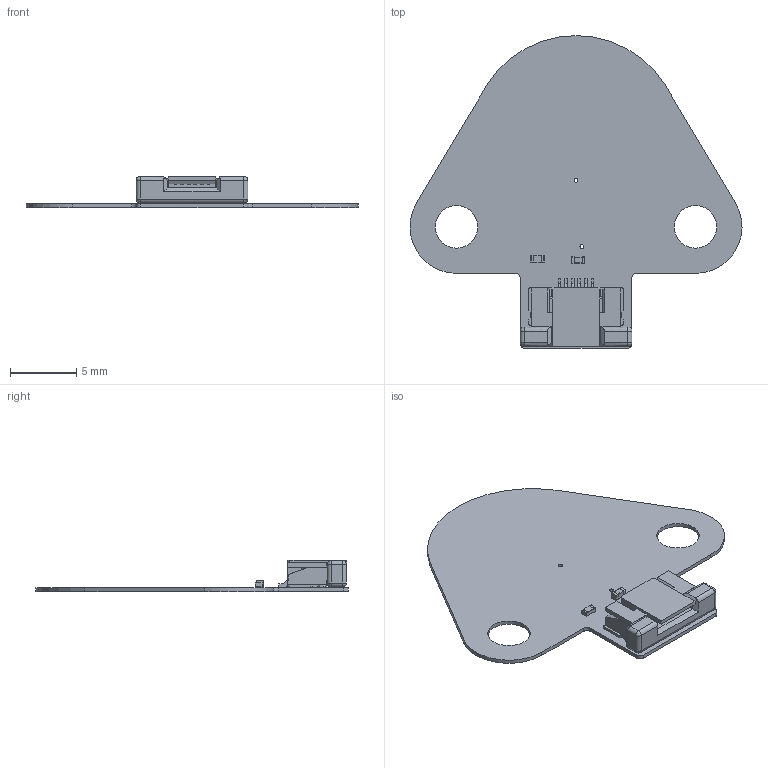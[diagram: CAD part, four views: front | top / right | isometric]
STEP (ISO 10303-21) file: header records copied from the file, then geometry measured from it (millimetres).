
FILE_DESCRIPTION(('FreeCAD Model'),'2;1');
FILE_NAME('Open CASCADE Shape Model','2023-10-31T15:55:35',(''),(''), 'Open CASCADE STEP processor 7.6','FreeCAD','Unknown');
FILE_SCHEMA(('AUTOMOTIVE_DESIGN { 1 0 10303 214 1 1 1 1 }'));
Length unit declared in the file: millimetre
Products named in the file (8): Duet3_SZP_Coil 1; c-1734839-6-c-3d; SOLID; C_0402_1005Metric; SOLID001; R_0402_1005Metric; SOLID002; Duet3_SZP_Coil PCB
Assembly tree (7 placements, depth 3):
  Duet3_SZP_Coil 1
    c-1734839-6-c-3d
      SOLID
    C_0402_1005Metric
      SOLID001
    R_0402_1005Metric
      SOLID002
    Duet3_SZP_Coil PCB
Bounding box: 25 x 23.55 x 2.34 mm (x, y, z)
Volume: 160.2 mm3; surface area: 941.8 mm2
Topology: 4 solids, 4 shells, 310 faces, 852 edges, 548 vertices
Faces by surface type: bspline 290, cylinder 11, plane 9
Full cylindrical faces by diameter (mm): 0.3 x2, 3.2 x2
Entity records: 19329 total; most frequent: CARTESIAN_POINT 7482, B_SPLINE_CURVE_WITH_KNOTS 2202, ORIENTED_EDGE 1704, PCURVE 1704, DEFINITIONAL_REPRESENTATION 1704, EDGE_CURVE 852, SURFACE_CURVE 848, VERTEX_POINT 548
